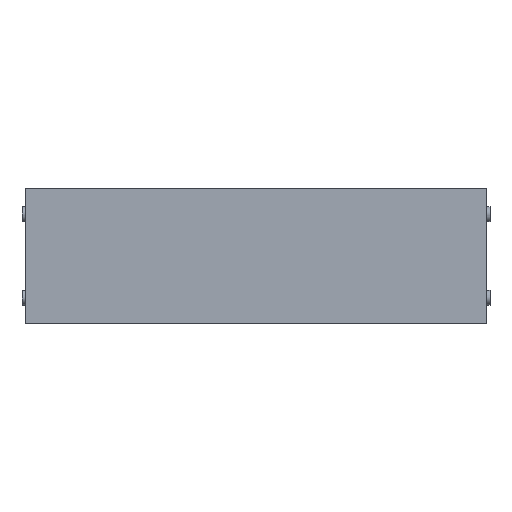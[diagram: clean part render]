
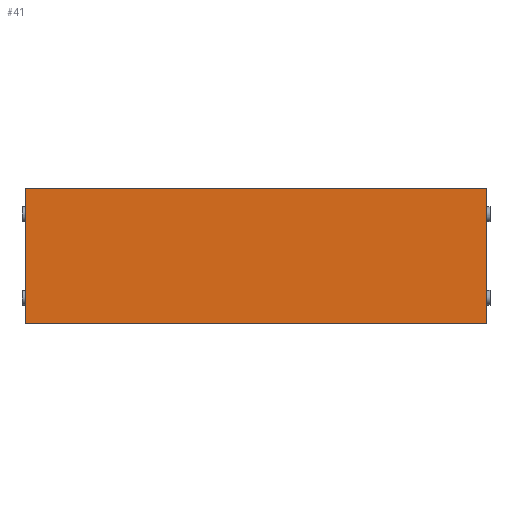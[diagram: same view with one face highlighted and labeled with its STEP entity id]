
A CAD part, front view. The second image highlights one B-rep face of the part: STEP entity #41.
In plain terms, the highlighted planar face has unit normal (0, -1, 0).
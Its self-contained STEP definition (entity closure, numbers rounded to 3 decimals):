
#41 = ADVANCED_FACE ( 'NONE', ( #9627 ), #7802, .T. ) ;
#479 = LINE ( 'NONE', #4074, #6086 ) ;
#648 = DIRECTION ( 'NONE',  ( 0., 0., -1. ) ) ;
#1019 = VERTEX_POINT ( 'NONE', #5217 ) ;
#1387 = ORIENTED_EDGE ( 'NONE', *, *, #7562, .T. ) ;
#2537 = CARTESIAN_POINT ( 'NONE',  ( 221., -20., -65. ) ) ;
#3001 = VECTOR ( 'NONE', #7471, 1000. ) ;
#3173 = DIRECTION ( 'NONE',  ( 1., 0., 0. ) ) ;
#3257 = VECTOR ( 'NONE', #3625, 1000. ) ;
#3303 = DIRECTION ( 'NONE',  ( 0., -1., 0. ) ) ;
#3625 = DIRECTION ( 'NONE',  ( 0., 0., 1. ) ) ;
#3653 = VECTOR ( 'NONE', #3173, 1000. ) ;
#4074 = CARTESIAN_POINT ( 'NONE',  ( -221., -20., 65. ) ) ;
#4389 = EDGE_CURVE ( 'NONE', #1019, #4844, #5412, .T. ) ;
#4844 = VERTEX_POINT ( 'NONE', #10483 ) ;
#5128 = CARTESIAN_POINT ( 'NONE',  ( 0., -20., 0. ) ) ;
#5217 = CARTESIAN_POINT ( 'NONE',  ( 221., -20., 65. ) ) ;
#5412 = LINE ( 'NONE', #9020, #3001 ) ;
#6086 = VECTOR ( 'NONE', #8240, 1000. ) ;
#6229 = ORIENTED_EDGE ( 'NONE', *, *, #9428, .T. ) ;
#6536 = LINE ( 'NONE', #7368, #3257 ) ;
#6762 = ORIENTED_EDGE ( 'NONE', *, *, #4389, .T. ) ;
#6954 = CARTESIAN_POINT ( 'NONE',  ( -221., -20., -65. ) ) ;
#7106 = VERTEX_POINT ( 'NONE', #7860 ) ;
#7368 = CARTESIAN_POINT ( 'NONE',  ( 221., -20., 65. ) ) ;
#7471 = DIRECTION ( 'NONE',  ( -1., 0., 0. ) ) ;
#7562 = EDGE_CURVE ( 'NONE', #7106, #11464, #11507, .T. ) ;
#7802 = PLANE ( 'NONE',  #7926 ) ;
#7860 = CARTESIAN_POINT ( 'NONE',  ( -221., -20., -65. ) ) ;
#7926 = AXIS2_PLACEMENT_3D ( 'NONE', #5128, #3303, #648 ) ;
#7984 = EDGE_LOOP ( 'NONE', ( #9841, #1387, #6229, #6762 ) ) ;
#8240 = DIRECTION ( 'NONE',  ( 0., 0., -1. ) ) ;
#9020 = CARTESIAN_POINT ( 'NONE',  ( -221., -20., 65. ) ) ;
#9428 = EDGE_CURVE ( 'NONE', #11464, #1019, #6536, .T. ) ;
#9627 = FACE_OUTER_BOUND ( 'NONE', #7984, .T. ) ;
#9713 = EDGE_CURVE ( 'NONE', #4844, #7106, #479, .T. ) ;
#9841 = ORIENTED_EDGE ( 'NONE', *, *, #9713, .T. ) ;
#10483 = CARTESIAN_POINT ( 'NONE',  ( -221., -20., 65. ) ) ;
#11464 = VERTEX_POINT ( 'NONE', #2537 ) ;
#11507 = LINE ( 'NONE', #6954, #3653 ) ;
